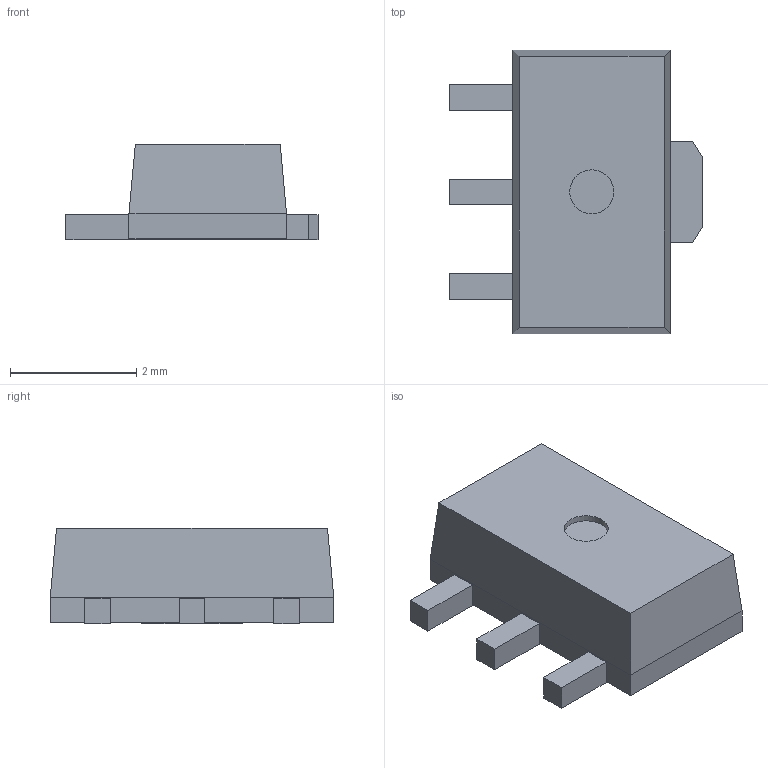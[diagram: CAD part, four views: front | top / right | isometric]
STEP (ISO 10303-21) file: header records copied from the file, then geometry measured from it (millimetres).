
FILE_DESCRIPTION(/* description */ ('model of SOT-89-3'),/* implementation_level */ '2;1');
FILE_NAME(/* name */ 'SOT-89-3.step',/* time_stamp */ '2017-05-19T18:29:52',/* author */ ('Ray Benitez',''),/* organization */ (''),/* preprocessor_version */ '',/* originating_system */ '',/* authorisation */ '');
FILE_SCHEMA(('AUTOMOTIVE_DESIGN_CC2 { 1 2 10303 214 -1 1 5 4 }'));
Length unit declared in the file: millimetre
Products named in the file (2): ASSEMBLY; SOT_89_3
Assembly tree (1 placements, depth 2):
  ASSEMBLY
    SOT_89_3
Bounding box: 4 x 4.5 x 1.52 mm (x, y, z)
Volume: 16.9 mm3; surface area: 48.9 mm2
Topology: 1 solids, 1 shells, 43 faces, 114 edges, 74 vertices
Faces by surface type: plane 42, cylinder 1
Full cylindrical faces by diameter (mm): 0.7 x1
Entity records: 1634 total; most frequent: CARTESIAN_POINT 233, ORIENTED_EDGE 228, DIRECTION 206, EDGE_CURVE 114, LINE 112, VECTOR 112, VERTEX_POINT 74, AXIS2_PLACEMENT_3D 47
